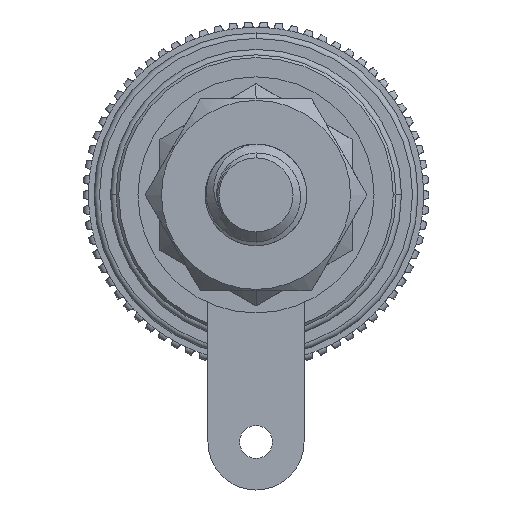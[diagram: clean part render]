
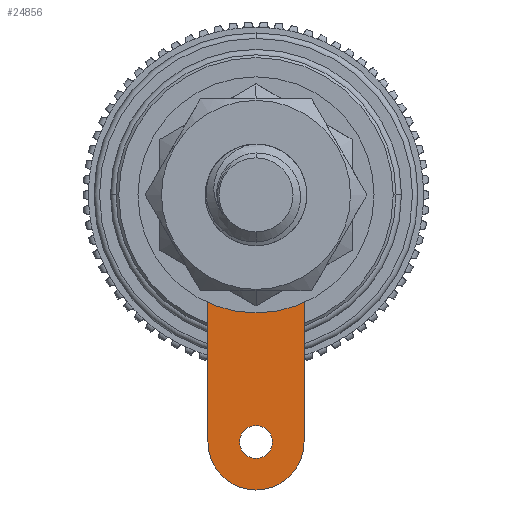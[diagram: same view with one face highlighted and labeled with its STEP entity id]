
A CAD part, front view. The second image highlights one B-rep face of the part: STEP entity #24856.
In plain terms, the highlighted planar face has unit normal (0, -1, 0).
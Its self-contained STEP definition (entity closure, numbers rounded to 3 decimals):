
#456 = DIRECTION ( 'NONE',  ( 0., -1., 0. ) ) ;
#737 = EDGE_CURVE ( 'NONE', #3987, #17698, #18401, .T. ) ;
#1304 = VERTEX_POINT ( 'NONE', #33438 ) ;
#1518 = EDGE_CURVE ( 'NONE', #18464, #14173, #15108, .T. ) ;
#1965 = EDGE_CURVE ( 'NONE', #3987, #26314, #18065, .T. ) ;
#2160 = ORIENTED_EDGE ( 'NONE', *, *, #9562, .F. ) ;
#2865 = AXIS2_PLACEMENT_3D ( 'NONE', #6405, #21714, #13245 ) ;
#3085 = DIRECTION ( 'NONE',  ( 0., -1., 0. ) ) ;
#3162 = DIRECTION ( 'NONE',  ( 0., 0., -1. ) ) ;
#3951 = DIRECTION ( 'NONE',  ( 0., -1., 0. ) ) ;
#3987 = VERTEX_POINT ( 'NONE', #8785 ) ;
#4182 = EDGE_CURVE ( 'NONE', #12903, #34627, #29833, .T. ) ;
#4964 = ORIENTED_EDGE ( 'NONE', *, *, #16223, .T. ) ;
#5401 = VERTEX_POINT ( 'NONE', #27751 ) ;
#5438 = DIRECTION ( 'NONE',  ( 0., -1., 0. ) ) ;
#6405 = CARTESIAN_POINT ( 'NONE',  ( 0., -5.25, 0. ) ) ;
#7127 = EDGE_CURVE ( 'NONE', #5401, #16033, #30309, .T. ) ;
#7363 = CIRCLE ( 'NONE', #19702, 0.6 ) ;
#7582 = CIRCLE ( 'NONE', #16380, 4. ) ;
#8173 = CARTESIAN_POINT ( 'NONE',  ( 0., -5.25, -9. ) ) ;
#8785 = CARTESIAN_POINT ( 'NONE',  ( -1.75, -5.25, -9. ) ) ;
#9179 = VECTOR ( 'NONE', #27741, 1000. ) ;
#9562 = EDGE_CURVE ( 'NONE', #34627, #12903, #23197, .T. ) ;
#9767 = AXIS2_PLACEMENT_3D ( 'NONE', #23241, #3951, #15168 ) ;
#10342 = CARTESIAN_POINT ( 'NONE',  ( 1.75, -5.25, 0. ) ) ;
#10379 = CARTESIAN_POINT ( 'NONE',  ( 1.75, -5.25, -9. ) ) ;
#11595 = CIRCLE ( 'NONE', #34519, 4. ) ;
#11705 = EDGE_CURVE ( 'NONE', #16033, #5401, #7363, .T. ) ;
#11789 = DIRECTION ( 'NONE',  ( 0., -1., 0. ) ) ;
#12304 = EDGE_LOOP ( 'NONE', ( #15036, #4964, #23512, #22149, #23922, #22046 ) ) ;
#12317 = CARTESIAN_POINT ( 'NONE',  ( 0., -5.25, 0. ) ) ;
#12549 = DIRECTION ( 'NONE',  ( 0., 0., 1. ) ) ;
#12903 = VERTEX_POINT ( 'NONE', #23800 ) ;
#13245 = DIRECTION ( 'NONE',  ( 0., 0., -1. ) ) ;
#13333 = DIRECTION ( 'NONE',  ( 0., 0., -1. ) ) ;
#13800 = AXIS2_PLACEMENT_3D ( 'NONE', #12317, #23526, #15811 ) ;
#14173 = VERTEX_POINT ( 'NONE', #19884 ) ;
#14703 = EDGE_CURVE ( 'NONE', #14173, #17698, #11595, .T. ) ;
#15036 = ORIENTED_EDGE ( 'NONE', *, *, #23697, .T. ) ;
#15108 = CIRCLE ( 'NONE', #30942, 4. ) ;
#15168 = DIRECTION ( 'NONE',  ( 0., 0., -1. ) ) ;
#15343 = FACE_BOUND ( 'NONE', #18787, .T. ) ;
#15811 = DIRECTION ( 'NONE',  ( 0., 0., -1. ) ) ;
#16033 = VERTEX_POINT ( 'NONE', #35737 ) ;
#16223 = EDGE_CURVE ( 'NONE', #1304, #18464, #7582, .T. ) ;
#16380 = AXIS2_PLACEMENT_3D ( 'NONE', #28323, #11789, #3162 ) ;
#17389 = AXIS2_PLACEMENT_3D ( 'NONE', #21952, #19185, #30405 ) ;
#17698 = VERTEX_POINT ( 'NONE', #23515 ) ;
#17715 = ORIENTED_EDGE ( 'NONE', *, *, #4182, .F. ) ;
#18065 = CIRCLE ( 'NONE', #30358, 1.75 ) ;
#18401 = LINE ( 'NONE', #24104, #9179 ) ;
#18464 = VERTEX_POINT ( 'NONE', #29122 ) ;
#18787 = EDGE_LOOP ( 'NONE', ( #17715, #2160 ) ) ;
#19185 = DIRECTION ( 'NONE',  ( 0., -1., 0. ) ) ;
#19702 = AXIS2_PLACEMENT_3D ( 'NONE', #8173, #456, #28201 ) ;
#19884 = CARTESIAN_POINT ( 'NONE',  ( -4., -5.25, 0. ) ) ;
#21063 = CARTESIAN_POINT ( 'NONE',  ( 0., -5.25, 0. ) ) ;
#21714 = DIRECTION ( 'NONE',  ( 0., -1., 0. ) ) ;
#21952 = CARTESIAN_POINT ( 'NONE',  ( 0., -5.25, -9. ) ) ;
#22046 = ORIENTED_EDGE ( 'NONE', *, *, #1965, .T. ) ;
#22149 = ORIENTED_EDGE ( 'NONE', *, *, #14703, .T. ) ;
#22386 = CARTESIAN_POINT ( 'NONE',  ( 0., -5.25, 0. ) ) ;
#22537 = DIRECTION ( 'NONE',  ( 0., 0., -1. ) ) ;
#23197 = CIRCLE ( 'NONE', #13800, 1.9 ) ;
#23241 = CARTESIAN_POINT ( 'NONE',  ( 0., -5.25, 0. ) ) ;
#23512 = ORIENTED_EDGE ( 'NONE', *, *, #1518, .T. ) ;
#23515 = CARTESIAN_POINT ( 'NONE',  ( -1.75, -5.25, -3.597 ) ) ;
#23526 = DIRECTION ( 'NONE',  ( 0., -1., 0. ) ) ;
#23565 = EDGE_LOOP ( 'NONE', ( #27041, #31154 ) ) ;
#23697 = EDGE_CURVE ( 'NONE', #26314, #1304, #24322, .T. ) ;
#23800 = CARTESIAN_POINT ( 'NONE',  ( -1.9, -5.25, 0. ) ) ;
#23922 = ORIENTED_EDGE ( 'NONE', *, *, #737, .F. ) ;
#24104 = CARTESIAN_POINT ( 'NONE',  ( -1.75, -5.25, 0. ) ) ;
#24192 = CARTESIAN_POINT ( 'NONE',  ( 1.9, -5.25, 0. ) ) ;
#24322 = LINE ( 'NONE', #10342, #32058 ) ;
#24856 = ADVANCED_FACE ( 'NONE', ( #34653, #15343, #29107 ), #28923, .T. ) ;
#26314 = VERTEX_POINT ( 'NONE', #10379 ) ;
#27041 = ORIENTED_EDGE ( 'NONE', *, *, #11705, .F. ) ;
#27741 = DIRECTION ( 'NONE',  ( 0., 0., 1. ) ) ;
#27751 = CARTESIAN_POINT ( 'NONE',  ( 0.6, -5.25, -9. ) ) ;
#28201 = DIRECTION ( 'NONE',  ( 0., 0., -1. ) ) ;
#28323 = CARTESIAN_POINT ( 'NONE',  ( 0., -5.25, 0. ) ) ;
#28923 = PLANE ( 'NONE',  #9767 ) ;
#29107 = FACE_OUTER_BOUND ( 'NONE', #12304, .T. ) ;
#29122 = CARTESIAN_POINT ( 'NONE',  ( 4., -5.25, 0. ) ) ;
#29833 = CIRCLE ( 'NONE', #2865, 1.9 ) ;
#30309 = CIRCLE ( 'NONE', #17389, 0.6 ) ;
#30358 = AXIS2_PLACEMENT_3D ( 'NONE', #30610, #5438, #22537 ) ;
#30405 = DIRECTION ( 'NONE',  ( 0., 0., -1. ) ) ;
#30610 = CARTESIAN_POINT ( 'NONE',  ( 0., -5.25, -9. ) ) ;
#30942 = AXIS2_PLACEMENT_3D ( 'NONE', #22386, #3085, #33978 ) ;
#31154 = ORIENTED_EDGE ( 'NONE', *, *, #7127, .F. ) ;
#32058 = VECTOR ( 'NONE', #12549, 1000. ) ;
#33179 = DIRECTION ( 'NONE',  ( 0., -1., 0. ) ) ;
#33438 = CARTESIAN_POINT ( 'NONE',  ( 1.75, -5.25, -3.597 ) ) ;
#33978 = DIRECTION ( 'NONE',  ( 0., 0., -1. ) ) ;
#34519 = AXIS2_PLACEMENT_3D ( 'NONE', #21063, #33179, #13333 ) ;
#34627 = VERTEX_POINT ( 'NONE', #24192 ) ;
#34653 = FACE_BOUND ( 'NONE', #23565, .T. ) ;
#35737 = CARTESIAN_POINT ( 'NONE',  ( -0.6, -5.25, -9. ) ) ;
